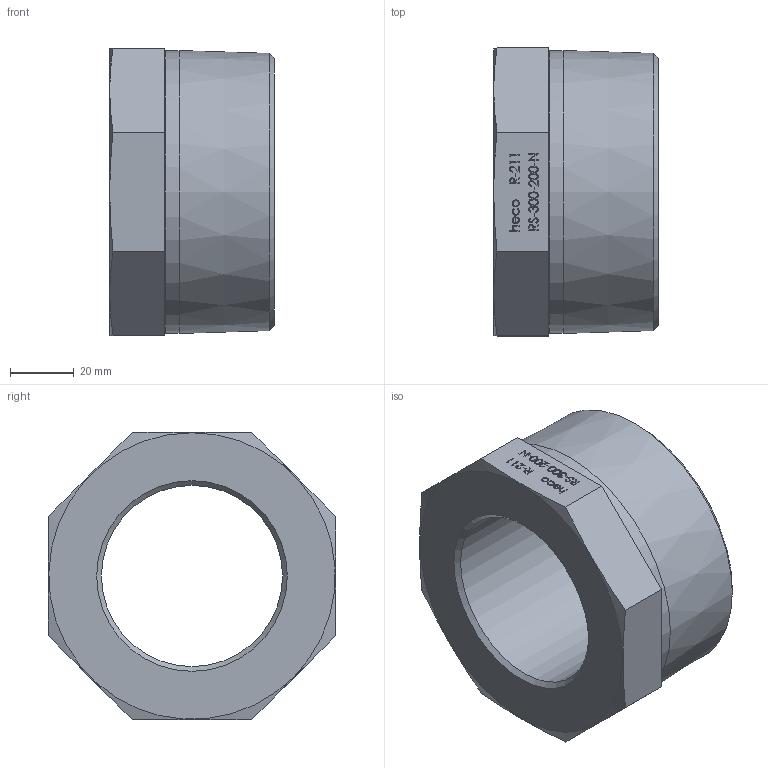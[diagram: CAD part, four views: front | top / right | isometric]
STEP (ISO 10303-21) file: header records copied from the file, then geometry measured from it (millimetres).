
FILE_DESCRIPTION (( 'STEP AP214' ), '1' );
FILE_NAME ('RS-300-200-N R-211 Reduzierstück 2011.STEP', '2020-11-09T15:42:37', ( '' ), ( '' ), 'SwSTEP 2.0', 'SolidWorks 2019', '' );
FILE_SCHEMA (( 'AUTOMOTIVE_DESIGN' ));
Length unit declared in the file: millimetre
Products named in the file (1): RS-300-200-N R-211 Reduzierstück 2011
Bounding box: 51.5 x 90 x 90.01 mm (x, y, z)
Volume: 191648.6 mm3; surface area: 31192.5 mm2
Topology: 1 solids, 1 shells, 260 faces, 680 edges, 452 vertices
Faces by surface type: plane 130, bspline 122, cone 5, cylinder 2, torus 1
Full cylindrical faces by diameter (mm): 56.656 x1, 88.459 x1
Entity records: 17677 total; most frequent: CARTESIAN_POINT 9563, ORIENTED_EDGE 1340, DIRECTION 706, EDGE_CURVE 670, VERTEX_POINT 450, VECTOR 408, LINE 408, EDGE_LOOP 300
